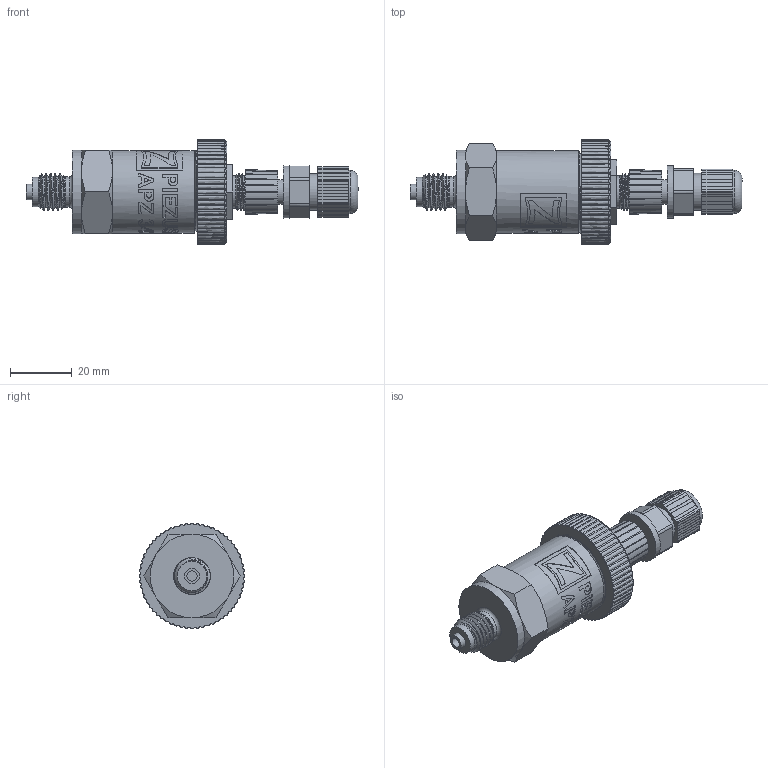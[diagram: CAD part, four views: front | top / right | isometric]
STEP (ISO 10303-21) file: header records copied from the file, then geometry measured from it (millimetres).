
FILE_DESCRIPTION(/* description */ (''),/* implementation_level */ '2;1');
FILE_NAME(/* name */ 'APZ3420_M12x1,5EN_M12x1-straight.step',/* time_stamp */ '2021-06-18T15:18:46+03:00',/* author */ (''),/* organization */ (''),/* preprocessor_version */ 'ST-DEVELOPER v18.1',/* originating_system */ 'Autodesk Translation Framework v10.9.0.1377',/* authorisation */ '');
FILE_SCHEMA (('AUTOMOTIVE_DESIGN { 1 0 10303 214 3 1 1 }'));
Products named in the file (6): APZ3420_; M12x1,5 EN; OMAL nut M27x1.5; M12x1 male; Ш100.000.002; M12x1 female straight
Assembly tree (5 placements, depth 2):
  APZ3420_
    M12x1,5 EN
    OMAL nut M27x1.5
    M12x1 male
    Ш100.000.002
    M12x1 female straight
Bounding box: 107.55 x 34 x 34 mm (x, y, z)
Volume: 40520.7 mm3; surface area: 17844 mm2
Topology: 16 solids, 16 shells, 922 faces, 2568 edges, 1719 vertices
Faces by surface type: bspline 463, plane 260, cylinder 145, cone 48, torus 6
Full cylindrical faces by diameter (mm): 1 x12, 1.5 x4, 3.3 x1, 5 x1, 7.3 x1, 8 x3, 8.2 x1, 9.5 x1, 9.8 x1, 10.137 x5, 10.293 x1, 10.6 x2, 10.741 x6, 11.85 x4, 11.884 x5, 12 x1, 14 x2, 14.137 x4, 14.526 x3, 15.85 x3, 16.203 x3, 17 x1, 21.4 x2, 22.3 x1, 22.4 x1, 24.5 x1, 25.132 x4, 25.526 x4, 26.85 x4, 27 x1
Entity records: 52056 total; most frequent: CARTESIAN_POINT 31935, ORIENTED_EDGE 5136, EDGE_CURVE 2568, DIRECTION 2506, VERTEX_POINT 1719, B_SPLINE_CURVE_WITH_KNOTS 1219, EDGE_LOOP 979, LINE 964
